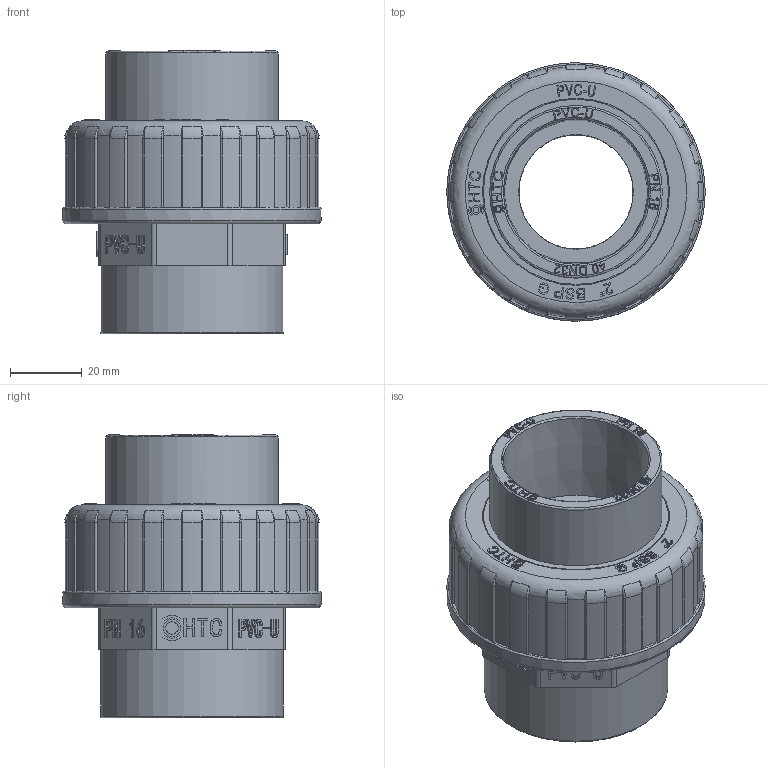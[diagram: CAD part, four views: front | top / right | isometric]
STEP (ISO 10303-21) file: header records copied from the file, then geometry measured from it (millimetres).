
FILE_DESCRIPTION(/* description */ (''),/* implementation_level */ '2;1');
FILE_NAME(/* name */ '40V型活接(内螺).stp',/* time_stamp */ '2024-07-09T10:25:41+08:00',/* author */ (''),/* organization */ (''),/* preprocessor_version */ 'ST-DEVELOPER v16',/* originating_system */ 'SIEMENS PLM Software NX 10.0',/* authorisation */ '');
FILE_SCHEMA (('AUTOMOTIVE_DESIGN { 1 0 10303 214 3 1 1 1 }'));
Length unit declared in the file: millimetre
Products named in the file (1): gelv166C8908by4i
Bounding box: 71.8 x 71.8 x 78.9 mm (x, y, z)
Volume: 121854 mm3; surface area: 54477.9 mm2
Topology: 4 solids, 4 shells, 1898 faces, 5311 edges, 3511 vertices
Faces by surface type: plane 1563, cylinder 149, extrusion 104, bspline 49, torus 32, cone 1
Full cylindrical faces by diameter (mm): 1.3 x1, 1.6 x1, 1.95 x1, 2.4 x1, 3.438 x1, 4.814 x1, 31.8 x1, 31.9 x1, 40 x2, 41.91 x9, 45 x1, 48 x1, 50 x2, 51 x1, 51.5 x1, 52 x1, 55.9 x1, 56.656 x7, 59.614 x8, 71.8 x1
Entity records: 70495 total; most frequent: CARTESIAN_POINT 23576, ORIENTED_EDGE 10378, DIRECTION 8430, EDGE_CURVE 5189, VECTOR 4360, LINE 4256, VERTEX_POINT 3448, AXIS2_PLACEMENT_3D 2035
